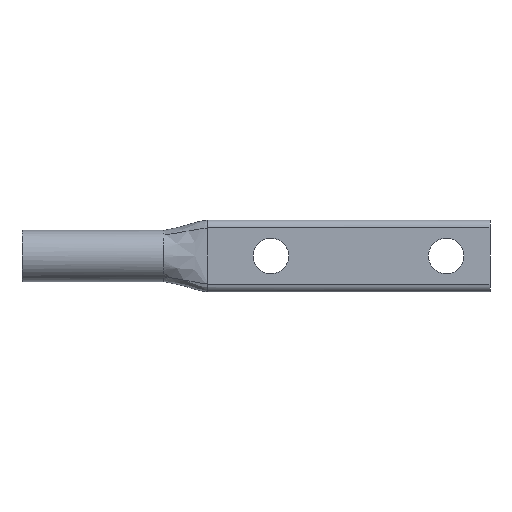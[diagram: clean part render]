
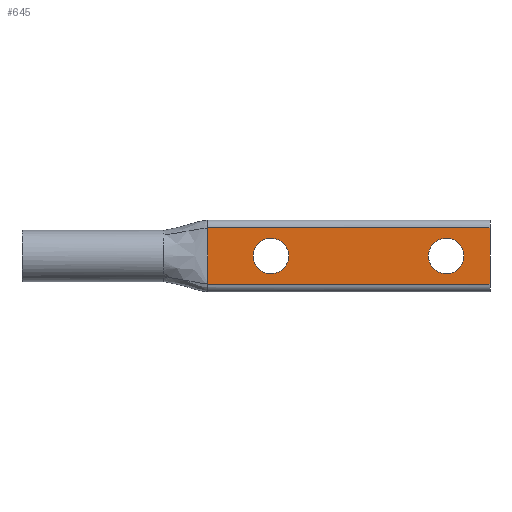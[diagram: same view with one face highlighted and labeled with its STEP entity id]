
A CAD part, front view. The second image highlights one B-rep face of the part: STEP entity #645.
In plain terms, the highlighted planar face has unit normal (0, -1, 0).
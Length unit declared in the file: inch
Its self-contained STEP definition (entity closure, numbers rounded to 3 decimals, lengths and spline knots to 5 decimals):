
#9 = EDGE_CURVE ( 'NONE', #1072, #1254, #95, .T. ) ;
#40 = AXIS2_PLACEMENT_3D ( 'NONE', #1165, #1317, #432 ) ;
#45 = DIRECTION ( 'NONE',  ( 0., 1., 0. ) ) ;
#69 = EDGE_CURVE ( 'NONE', #1458, #1577, #1405, .T. ) ;
#95 = CIRCLE ( 'NONE', #1038, 0.1015 ) ;
#119 = EDGE_CURVE ( 'NONE', #1104, #1295, #1118, .T. ) ;
#159 = CARTESIAN_POINT ( 'NONE',  ( 1.42, 0., -0.1015 ) ) ;
#217 = CARTESIAN_POINT ( 'NONE',  ( 2.42, 0., -0.1015 ) ) ;
#233 = CARTESIAN_POINT ( 'NONE',  ( 2.67, 0., -0.16 ) ) ;
#263 = EDGE_CURVE ( 'NONE', #1101, #1740, #1197, .T. ) ;
#323 = DIRECTION ( 'NONE',  ( 0., 0., 1. ) ) ;
#330 = FACE_BOUND ( 'NONE', #1272, .T. ) ;
#365 = DIRECTION ( 'NONE',  ( 0., 1., 0. ) ) ;
#382 = ORIENTED_EDGE ( 'NONE', *, *, #1545, .F. ) ;
#388 = CARTESIAN_POINT ( 'NONE',  ( 2.67, 0., 0. ) ) ;
#406 = DIRECTION ( 'NONE',  ( 0., 0., -1. ) ) ;
#432 = DIRECTION ( 'NONE',  ( 0., 0., 1. ) ) ;
#478 = ORIENTED_EDGE ( 'NONE', *, *, #551, .T. ) ;
#502 = AXIS2_PLACEMENT_3D ( 'NONE', #1606, #45, #323 ) ;
#504 = DIRECTION ( 'NONE',  ( 0., 0., 1. ) ) ;
#506 = CARTESIAN_POINT ( 'NONE',  ( 2.42, 0., 0. ) ) ;
#551 = EDGE_CURVE ( 'NONE', #1740, #1101, #1014, .T. ) ;
#559 = LINE ( 'NONE', #1160, #1600 ) ;
#645 = ADVANCED_FACE ( 'NONE', ( #1650, #330, #1661 ), #1386, .T. ) ;
#681 = CARTESIAN_POINT ( 'NONE',  ( 1.06, 0., -0.16 ) ) ;
#766 = CARTESIAN_POINT ( 'NONE',  ( 3.08976, 0., -0.16 ) ) ;
#785 = CARTESIAN_POINT ( 'NONE',  ( 3.08976, 0., 0. ) ) ;
#786 = DIRECTION ( 'NONE',  ( -1., 0., 0. ) ) ;
#893 = CARTESIAN_POINT ( 'NONE',  ( 1.06, 0., 0.16 ) ) ;
#902 = DIRECTION ( 'NONE',  ( -1., 0., 0. ) ) ;
#940 = DIRECTION ( 'NONE',  ( 0., 0., 1. ) ) ;
#968 = CARTESIAN_POINT ( 'NONE',  ( 2.42, 0., 0.1015 ) ) ;
#1014 = CIRCLE ( 'NONE', #40, 0.1015 ) ;
#1022 = CARTESIAN_POINT ( 'NONE',  ( 2.67, 0., 0.16 ) ) ;
#1038 = AXIS2_PLACEMENT_3D ( 'NONE', #506, #365, #940 ) ;
#1072 = VERTEX_POINT ( 'NONE', #968 ) ;
#1101 = VERTEX_POINT ( 'NONE', #159 ) ;
#1104 = VERTEX_POINT ( 'NONE', #893 ) ;
#1105 = AXIS2_PLACEMENT_3D ( 'NONE', #785, #1501, #1537 ) ;
#1118 = LINE ( 'NONE', #1259, #1413 ) ;
#1127 = AXIS2_PLACEMENT_3D ( 'NONE', #1212, #1814, #504 ) ;
#1133 = EDGE_CURVE ( 'NONE', #1254, #1072, #1331, .T. ) ;
#1153 = ORIENTED_EDGE ( 'NONE', *, *, #9, .T. ) ;
#1160 = CARTESIAN_POINT ( 'NONE',  ( 3.08976, 0., 0.16 ) ) ;
#1163 = VECTOR ( 'NONE', #406, 39.37008 ) ;
#1165 = CARTESIAN_POINT ( 'NONE',  ( 1.42, 0., 0. ) ) ;
#1197 = CIRCLE ( 'NONE', #1127, 0.1015 ) ;
#1212 = CARTESIAN_POINT ( 'NONE',  ( 1.42, 0., 0. ) ) ;
#1240 = LINE ( 'NONE', #766, #1665 ) ;
#1254 = VERTEX_POINT ( 'NONE', #217 ) ;
#1259 = CARTESIAN_POINT ( 'NONE',  ( 1.06, 0., 0. ) ) ;
#1272 = EDGE_LOOP ( 'NONE', ( #478, #1595 ) ) ;
#1295 = VERTEX_POINT ( 'NONE', #681 ) ;
#1317 = DIRECTION ( 'NONE',  ( 0., 1., 0. ) ) ;
#1331 = CIRCLE ( 'NONE', #502, 0.1015 ) ;
#1364 = ORIENTED_EDGE ( 'NONE', *, *, #119, .T. ) ;
#1386 = PLANE ( 'NONE',  #1105 ) ;
#1405 = LINE ( 'NONE', #388, #1163 ) ;
#1413 = VECTOR ( 'NONE', #1565, 39.37008 ) ;
#1458 = VERTEX_POINT ( 'NONE', #1022 ) ;
#1477 = EDGE_LOOP ( 'NONE', ( #1638, #1364, #382, #1697 ) ) ;
#1501 = DIRECTION ( 'NONE',  ( 0., -1., 0. ) ) ;
#1507 = EDGE_LOOP ( 'NONE', ( #1153, #1617 ) ) ;
#1537 = DIRECTION ( 'NONE',  ( 0., 0., -1. ) ) ;
#1545 = EDGE_CURVE ( 'NONE', #1577, #1295, #1240, .T. ) ;
#1565 = DIRECTION ( 'NONE',  ( 0., 0., -1. ) ) ;
#1577 = VERTEX_POINT ( 'NONE', #233 ) ;
#1595 = ORIENTED_EDGE ( 'NONE', *, *, #263, .T. ) ;
#1600 = VECTOR ( 'NONE', #902, 39.37008 ) ;
#1606 = CARTESIAN_POINT ( 'NONE',  ( 2.42, 0., 0. ) ) ;
#1617 = ORIENTED_EDGE ( 'NONE', *, *, #1133, .T. ) ;
#1638 = ORIENTED_EDGE ( 'NONE', *, *, #1773, .T. ) ;
#1650 = FACE_OUTER_BOUND ( 'NONE', #1477, .T. ) ;
#1661 = FACE_BOUND ( 'NONE', #1507, .T. ) ;
#1665 = VECTOR ( 'NONE', #786, 39.37008 ) ;
#1697 = ORIENTED_EDGE ( 'NONE', *, *, #69, .F. ) ;
#1713 = CARTESIAN_POINT ( 'NONE',  ( 1.42, 0., 0.1015 ) ) ;
#1740 = VERTEX_POINT ( 'NONE', #1713 ) ;
#1773 = EDGE_CURVE ( 'NONE', #1458, #1104, #559, .T. ) ;
#1814 = DIRECTION ( 'NONE',  ( 0., 1., 0. ) ) ;
